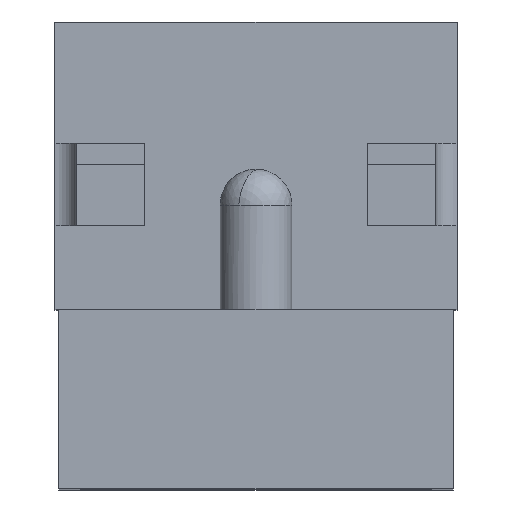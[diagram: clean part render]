
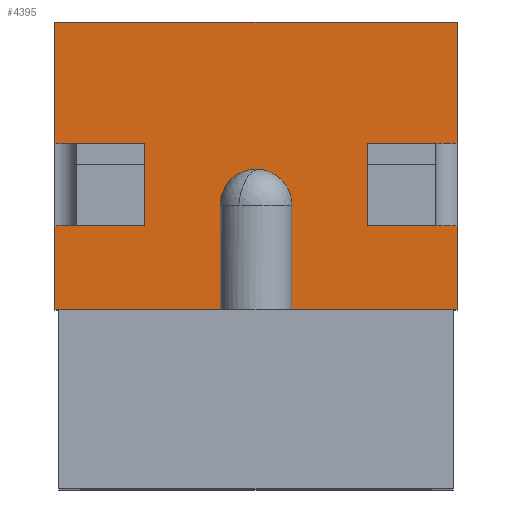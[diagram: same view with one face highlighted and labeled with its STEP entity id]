
A CAD part, top view. The second image highlights one B-rep face of the part: STEP entity #4395.
In plain terms, the highlighted planar face has unit normal (0, 0, 1).
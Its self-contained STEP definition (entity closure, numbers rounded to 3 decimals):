
#25 = VERTEX_POINT ( 'NONE', #5098 ) ;
#30 = VECTOR ( 'NONE', #144, 1000. ) ;
#39 = AXIS2_PLACEMENT_3D ( 'NONE', #767, #330, #5301 ) ;
#107 = VERTEX_POINT ( 'NONE', #3996 ) ;
#128 = LINE ( 'NONE', #3797, #4002 ) ;
#144 = DIRECTION ( 'NONE',  ( 0., -1., 0. ) ) ;
#251 = ORIENTED_EDGE ( 'NONE', *, *, #4933, .F. ) ;
#264 = CARTESIAN_POINT ( 'NONE',  ( 28., 65., 47.5 ) ) ;
#330 = DIRECTION ( 'NONE',  ( 0., 0., -1. ) ) ;
#409 = DIRECTION ( 'NONE',  ( 0., 1., 0. ) ) ;
#445 = AXIS2_PLACEMENT_3D ( 'NONE', #3772, #2933, #3820 ) ;
#759 = DIRECTION ( 'NONE',  ( -1., 0., 0. ) ) ;
#767 = CARTESIAN_POINT ( 'NONE',  ( 0., 39.5, 47.5 ) ) ;
#787 = CIRCLE ( 'NONE', #445, 5. ) ;
#818 = LINE ( 'NONE', #3656, #1670 ) ;
#822 = EDGE_CURVE ( 'NONE', #3228, #4850, #787, .T. ) ;
#843 = LINE ( 'NONE', #3768, #2813 ) ;
#871 = LINE ( 'NONE', #4185, #961 ) ;
#899 = EDGE_CURVE ( 'NONE', #3640, #2131, #871, .T. ) ;
#938 = VERTEX_POINT ( 'NONE', #1352 ) ;
#950 = DIRECTION ( 'NONE',  ( -1., 0., 0. ) ) ;
#961 = VECTOR ( 'NONE', #3391, 1000. ) ;
#977 = ORIENTED_EDGE ( 'NONE', *, *, #4658, .F. ) ;
#982 = CARTESIAN_POINT ( 'NONE',  ( 0.516, 44.473, 47.5 ) ) ;
#984 = VECTOR ( 'NONE', #3730, 1000. ) ;
#1075 = CARTESIAN_POINT ( 'NONE',  ( -28., 65., 47.5 ) ) ;
#1093 = CARTESIAN_POINT ( 'NONE',  ( -5., 39.5, 47.5 ) ) ;
#1144 = VECTOR ( 'NONE', #1195, 1000. ) ;
#1160 = DIRECTION ( 'NONE',  ( 0., -1., 0. ) ) ;
#1185 = LINE ( 'NONE', #264, #2025 ) ;
#1195 = DIRECTION ( 'NONE',  ( -1., 0., 0. ) ) ;
#1205 = LINE ( 'NONE', #3801, #1314 ) ;
#1294 = CARTESIAN_POINT ( 'NONE',  ( 28., 36.6, 47.5 ) ) ;
#1314 = VECTOR ( 'NONE', #2459, 1000. ) ;
#1333 = CARTESIAN_POINT ( 'NONE',  ( 5., 25., 47.5 ) ) ;
#1351 = ORIENTED_EDGE ( 'NONE', *, *, #3782, .F. ) ;
#1352 = CARTESIAN_POINT ( 'NONE',  ( 27.5, 25., 47.5 ) ) ;
#1401 = EDGE_CURVE ( 'NONE', #2621, #4154, #1696, .T. ) ;
#1437 = ORIENTED_EDGE ( 'NONE', *, *, #2052, .T. ) ;
#1504 = CARTESIAN_POINT ( 'NONE',  ( 28., 25., 47.5 ) ) ;
#1528 = DIRECTION ( 'NONE',  ( -1., 0., 0. ) ) ;
#1614 = CARTESIAN_POINT ( 'NONE',  ( 28., 48.1, 47.5 ) ) ;
#1624 = ORIENTED_EDGE ( 'NONE', *, *, #2404, .F. ) ;
#1668 = LINE ( 'NONE', #3331, #3658 ) ;
#1670 = VECTOR ( 'NONE', #409, 1000. ) ;
#1675 = DIRECTION ( 'NONE',  ( -1., 0., 0. ) ) ;
#1690 = CARTESIAN_POINT ( 'NONE',  ( 28., 65., 47.5 ) ) ;
#1696 = LINE ( 'NONE', #3356, #30 ) ;
#1773 = VERTEX_POINT ( 'NONE', #3044 ) ;
#1802 = EDGE_CURVE ( 'NONE', #3552, #4824, #1205, .T. ) ;
#1886 = EDGE_CURVE ( 'NONE', #107, #3640, #4326, .T. ) ;
#1909 = CARTESIAN_POINT ( 'NONE',  ( 28., 25., 47.5 ) ) ;
#2002 = EDGE_CURVE ( 'NONE', #5071, #3228, #4354, .T. ) ;
#2004 = LINE ( 'NONE', #3655, #2439 ) ;
#2025 = VECTOR ( 'NONE', #1160, 1000. ) ;
#2043 = ORIENTED_EDGE ( 'NONE', *, *, #3873, .F. ) ;
#2052 = EDGE_CURVE ( 'NONE', #2642, #2621, #3258, .T. ) ;
#2097 = ORIENTED_EDGE ( 'NONE', *, *, #3167, .F. ) ;
#2099 = VECTOR ( 'NONE', #4484, 1000. ) ;
#2131 = VERTEX_POINT ( 'NONE', #4598 ) ;
#2375 = ORIENTED_EDGE ( 'NONE', *, *, #2002, .T. ) ;
#2383 = EDGE_CURVE ( 'NONE', #107, #3041, #3628, .T. ) ;
#2404 = EDGE_CURVE ( 'NONE', #938, #1773, #2004, .T. ) ;
#2406 = CARTESIAN_POINT ( 'NONE',  ( 28., 65., 47.5 ) ) ;
#2439 = VECTOR ( 'NONE', #759, 1000. ) ;
#2459 = DIRECTION ( 'NONE',  ( -1., 0., 0. ) ) ;
#2466 = CARTESIAN_POINT ( 'NONE',  ( -15.5, 36.6, 47.5 ) ) ;
#2470 = CARTESIAN_POINT ( 'NONE',  ( -27.5, 25., 47.5 ) ) ;
#2482 = EDGE_CURVE ( 'NONE', #2795, #938, #2873, .T. ) ;
#2508 = FACE_OUTER_BOUND ( 'NONE', #3715, .T. ) ;
#2621 = VERTEX_POINT ( 'NONE', #1075 ) ;
#2642 = VERTEX_POINT ( 'NONE', #3845 ) ;
#2670 = ORIENTED_EDGE ( 'NONE', *, *, #3156, .F. ) ;
#2672 = CARTESIAN_POINT ( 'NONE',  ( -28., 48.1, 47.5 ) ) ;
#2786 = LINE ( 'NONE', #3519, #4645 ) ;
#2795 = VERTEX_POINT ( 'NONE', #1909 ) ;
#2813 = VECTOR ( 'NONE', #1675, 1000. ) ;
#2833 = EDGE_CURVE ( 'NONE', #2642, #5034, #1185, .T. ) ;
#2851 = ORIENTED_EDGE ( 'NONE', *, *, #2482, .F. ) ;
#2873 = LINE ( 'NONE', #1504, #3317 ) ;
#2933 = DIRECTION ( 'NONE',  ( 0., 0., -1. ) ) ;
#3003 = ORIENTED_EDGE ( 'NONE', *, *, #2833, .F. ) ;
#3041 = VERTEX_POINT ( 'NONE', #3316 ) ;
#3044 = CARTESIAN_POINT ( 'NONE',  ( 5., 25., 47.5 ) ) ;
#3156 = EDGE_CURVE ( 'NONE', #3041, #4154, #128, .T. ) ;
#3167 = EDGE_CURVE ( 'NONE', #1773, #4850, #3855, .T. ) ;
#3173 = ORIENTED_EDGE ( 'NONE', *, *, #2383, .F. ) ;
#3228 = VERTEX_POINT ( 'NONE', #982 ) ;
#3258 = LINE ( 'NONE', #4952, #1144 ) ;
#3294 = VERTEX_POINT ( 'NONE', #4655 ) ;
#3309 = VECTOR ( 'NONE', #3445, 1000. ) ;
#3316 = CARTESIAN_POINT ( 'NONE',  ( -15.5, 48.1, 47.5 ) ) ;
#3317 = VECTOR ( 'NONE', #1528, 1000. ) ;
#3331 = CARTESIAN_POINT ( 'NONE',  ( 28., 25., 47.5 ) ) ;
#3356 = CARTESIAN_POINT ( 'NONE',  ( -28., 65., 47.5 ) ) ;
#3385 = CARTESIAN_POINT ( 'NONE',  ( -28., 36.6, 47.5 ) ) ;
#3391 = DIRECTION ( 'NONE',  ( 0., -1., 0. ) ) ;
#3435 = EDGE_CURVE ( 'NONE', #4824, #3294, #818, .T. ) ;
#3445 = DIRECTION ( 'NONE',  ( 0., 1., 0. ) ) ;
#3447 = ORIENTED_EDGE ( 'NONE', *, *, #822, .T. ) ;
#3519 = CARTESIAN_POINT ( 'NONE',  ( -5., 25., 47.5 ) ) ;
#3552 = VERTEX_POINT ( 'NONE', #1294 ) ;
#3584 = CARTESIAN_POINT ( 'NONE',  ( 28., 36.6, 47.5 ) ) ;
#3628 = LINE ( 'NONE', #2466, #2099 ) ;
#3640 = VERTEX_POINT ( 'NONE', #3385 ) ;
#3655 = CARTESIAN_POINT ( 'NONE',  ( 28., 25., 47.5 ) ) ;
#3656 = CARTESIAN_POINT ( 'NONE',  ( 15.5, 36.6, 47.5 ) ) ;
#3658 = VECTOR ( 'NONE', #5000, 1000. ) ;
#3715 = EDGE_LOOP ( 'NONE', ( #2097, #1624, #2851, #2043, #5302, #4065, #977, #3003, #1437, #5296, #2670, #3173, #5011, #3837, #4360, #1351, #251, #2375, #3447 ) ) ;
#3730 = DIRECTION ( 'NONE',  ( 0., -1., 0. ) ) ;
#3754 = AXIS2_PLACEMENT_3D ( 'NONE', #1690, #4662, #5043 ) ;
#3768 = CARTESIAN_POINT ( 'NONE',  ( 28., 48.1, 47.5 ) ) ;
#3772 = CARTESIAN_POINT ( 'NONE',  ( 0., 39.5, 47.5 ) ) ;
#3781 = PLANE ( 'NONE',  #3754 ) ;
#3782 = EDGE_CURVE ( 'NONE', #25, #4599, #3978, .T. ) ;
#3797 = CARTESIAN_POINT ( 'NONE',  ( 28., 48.1, 47.5 ) ) ;
#3801 = CARTESIAN_POINT ( 'NONE',  ( 28., 36.6, 47.5 ) ) ;
#3820 = DIRECTION ( 'NONE',  ( -1., 0., 0. ) ) ;
#3837 = ORIENTED_EDGE ( 'NONE', *, *, #899, .T. ) ;
#3845 = CARTESIAN_POINT ( 'NONE',  ( 28., 65., 47.5 ) ) ;
#3855 = LINE ( 'NONE', #1333, #3309 ) ;
#3873 = EDGE_CURVE ( 'NONE', #3552, #2795, #4939, .T. ) ;
#3958 = EDGE_CURVE ( 'NONE', #4599, #2131, #1668, .T. ) ;
#3964 = DIRECTION ( 'NONE',  ( -1., 0., 0. ) ) ;
#3978 = LINE ( 'NONE', #5263, #4356 ) ;
#3979 = CARTESIAN_POINT ( 'NONE',  ( 5., 39.5, 47.5 ) ) ;
#3996 = CARTESIAN_POINT ( 'NONE',  ( -15.5, 36.6, 47.5 ) ) ;
#4002 = VECTOR ( 'NONE', #950, 1000. ) ;
#4065 = ORIENTED_EDGE ( 'NONE', *, *, #3435, .T. ) ;
#4154 = VERTEX_POINT ( 'NONE', #2672 ) ;
#4178 = VECTOR ( 'NONE', #3964, 1000. ) ;
#4185 = CARTESIAN_POINT ( 'NONE',  ( -28., 65., 47.5 ) ) ;
#4326 = LINE ( 'NONE', #3584, #4178 ) ;
#4337 = DIRECTION ( 'NONE',  ( -1., 0., 0. ) ) ;
#4354 = CIRCLE ( 'NONE', #39, 5. ) ;
#4356 = VECTOR ( 'NONE', #4337, 1000. ) ;
#4360 = ORIENTED_EDGE ( 'NONE', *, *, #3958, .F. ) ;
#4395 = ADVANCED_FACE ( 'NONE', ( #2508 ), #3781, .F. ) ;
#4480 = DIRECTION ( 'NONE',  ( 0., -1., 0. ) ) ;
#4484 = DIRECTION ( 'NONE',  ( 0., 1., 0. ) ) ;
#4598 = CARTESIAN_POINT ( 'NONE',  ( -28., 25., 47.5 ) ) ;
#4599 = VERTEX_POINT ( 'NONE', #2470 ) ;
#4645 = VECTOR ( 'NONE', #4480, 1000. ) ;
#4650 = CARTESIAN_POINT ( 'NONE',  ( 15.5, 36.6, 47.5 ) ) ;
#4655 = CARTESIAN_POINT ( 'NONE',  ( 15.5, 48.1, 47.5 ) ) ;
#4658 = EDGE_CURVE ( 'NONE', #5034, #3294, #843, .T. ) ;
#4662 = DIRECTION ( 'NONE',  ( 0., 0., -1. ) ) ;
#4824 = VERTEX_POINT ( 'NONE', #4650 ) ;
#4850 = VERTEX_POINT ( 'NONE', #3979 ) ;
#4933 = EDGE_CURVE ( 'NONE', #5071, #25, #2786, .T. ) ;
#4939 = LINE ( 'NONE', #2406, #984 ) ;
#4952 = CARTESIAN_POINT ( 'NONE',  ( 28., 65., 47.5 ) ) ;
#5000 = DIRECTION ( 'NONE',  ( -1., 0., 0. ) ) ;
#5011 = ORIENTED_EDGE ( 'NONE', *, *, #1886, .T. ) ;
#5034 = VERTEX_POINT ( 'NONE', #1614 ) ;
#5043 = DIRECTION ( 'NONE',  ( -1., 0., 0. ) ) ;
#5071 = VERTEX_POINT ( 'NONE', #1093 ) ;
#5098 = CARTESIAN_POINT ( 'NONE',  ( -5., 25., 47.5 ) ) ;
#5263 = CARTESIAN_POINT ( 'NONE',  ( 28., 25., 47.5 ) ) ;
#5296 = ORIENTED_EDGE ( 'NONE', *, *, #1401, .T. ) ;
#5301 = DIRECTION ( 'NONE',  ( -1., 0., 0. ) ) ;
#5302 = ORIENTED_EDGE ( 'NONE', *, *, #1802, .T. ) ;
